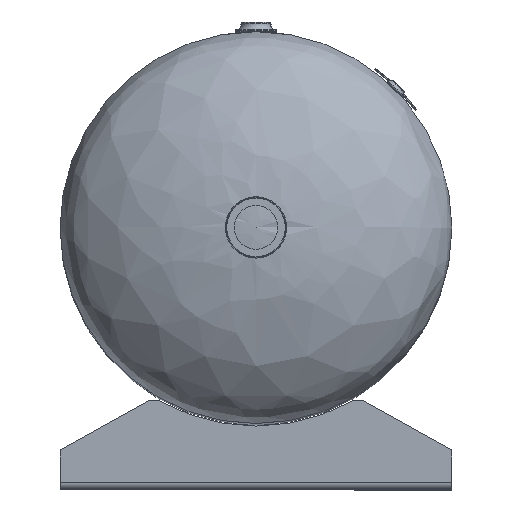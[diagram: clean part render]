
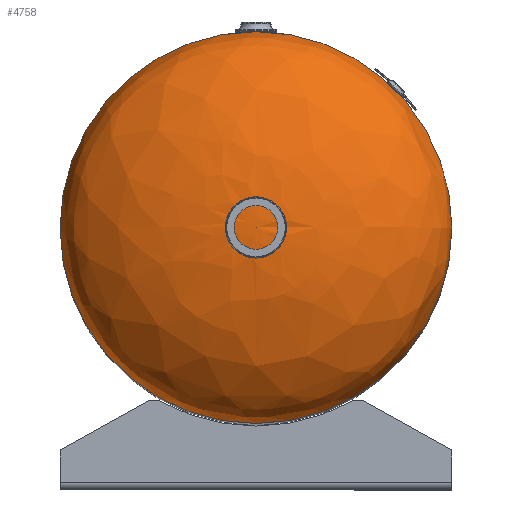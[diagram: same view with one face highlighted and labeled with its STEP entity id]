
A CAD part, top view. The second image highlights one B-rep face of the part: STEP entity #4758.
In plain terms, the highlighted free-form (B-spline) face has degree [2, 2] with [3, 9] control points.
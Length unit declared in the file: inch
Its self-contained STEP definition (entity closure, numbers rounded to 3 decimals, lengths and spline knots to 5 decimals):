
#95=ELLIPSE('',#5171,10.,5.0935);
#153=(
BOUNDED_SURFACE()
B_SPLINE_SURFACE(2,2,((#7687,#7688,#7689,#7690,#7691,#7692,#7693,#7694,
#7695),(#7696,#7697,#7698,#7699,#7700,#7701,#7702,#7703,#7704),(#7705,#7706,
#7707,#7708,#7709,#7710,#7711,#7712,#7713)),.UNSPECIFIED.,.F.,.T.,.F.)
B_SPLINE_SURFACE_WITH_KNOTS((3,3),(3,2,2,2,3),(0.,1.5708),(0.,
1.5708,3.14159,4.71239,6.28319),
 .UNSPECIFIED.)
GEOMETRIC_REPRESENTATION_ITEM()
RATIONAL_B_SPLINE_SURFACE(((1.,0.707,1.,0.707,1.,
0.707,1.,0.707,1.),(0.707,0.5,0.707,
0.5,0.707,0.5,0.707,0.5,0.707),(1.,
0.707,1.,0.707,1.,0.707,1.,0.707,
1.)))
REPRESENTATION_ITEM('')
SURFACE()
);
#1294=FACE_OUTER_BOUND('',#1608,.T.);
#1608=EDGE_LOOP('',(#3460,#3461,#3462));
#1984=CIRCLE('',#5166,10.);
#2264=VERTEX_POINT('',#7679);
#2267=VERTEX_POINT('',#7714);
#2747=EDGE_CURVE('',#2264,#2264,#1984,.T.);
#2750=EDGE_CURVE('',#2267,#2264,#95,.T.);
#3460=ORIENTED_EDGE('',*,*,#2750,.T.);
#3461=ORIENTED_EDGE('',*,*,#2747,.F.);
#3462=ORIENTED_EDGE('',*,*,#2750,.F.);
#4758=ADVANCED_FACE('',(#1294),#153,.T.);
#5166=AXIS2_PLACEMENT_3D('',#7680,#5715,#5716);
#5171=AXIS2_PLACEMENT_3D('',#7715,#5725,#5726);
#5715=DIRECTION('center_axis',(0.,-1.,0.));
#5716=DIRECTION('ref_axis',(1.,0.,0.));
#5725=DIRECTION('center_axis',(0.,0.,-1.));
#5726=DIRECTION('ref_axis',(1.,0.,0.));
#7679=CARTESIAN_POINT('',(10.,0.,0.));
#7680=CARTESIAN_POINT('Origin',(0.,0.,0.));
#7687=CARTESIAN_POINT('Ctrl Pts',(10.,0.,0.));
#7688=CARTESIAN_POINT('Ctrl Pts',(10.,0.,10.));
#7689=CARTESIAN_POINT('Ctrl Pts',(0.,0.,10.));
#7690=CARTESIAN_POINT('Ctrl Pts',(-10.,0.,10.));
#7691=CARTESIAN_POINT('Ctrl Pts',(-10.,0.,0.));
#7692=CARTESIAN_POINT('Ctrl Pts',(-10.,0.,-10.));
#7693=CARTESIAN_POINT('Ctrl Pts',(0.,0.,-10.));
#7694=CARTESIAN_POINT('Ctrl Pts',(10.,0.,-10.));
#7695=CARTESIAN_POINT('Ctrl Pts',(10.,0.,0.));
#7696=CARTESIAN_POINT('Ctrl Pts',(10.,5.0935,0.));
#7697=CARTESIAN_POINT('Ctrl Pts',(10.,5.0935,10.));
#7698=CARTESIAN_POINT('Ctrl Pts',(0.,5.0935,10.));
#7699=CARTESIAN_POINT('Ctrl Pts',(-10.,5.0935,10.));
#7700=CARTESIAN_POINT('Ctrl Pts',(-10.,5.0935,0.));
#7701=CARTESIAN_POINT('Ctrl Pts',(-10.,5.0935,-10.));
#7702=CARTESIAN_POINT('Ctrl Pts',(0.,5.0935,-10.));
#7703=CARTESIAN_POINT('Ctrl Pts',(10.,5.0935,-10.));
#7704=CARTESIAN_POINT('Ctrl Pts',(10.,5.0935,0.));
#7705=CARTESIAN_POINT('Ctrl Pts',(0.,5.0935,0.));
#7706=CARTESIAN_POINT('Ctrl Pts',(0.,5.0935,0.));
#7707=CARTESIAN_POINT('Ctrl Pts',(0.,5.0935,0.));
#7708=CARTESIAN_POINT('Ctrl Pts',(0.,5.0935,0.));
#7709=CARTESIAN_POINT('Ctrl Pts',(0.,5.0935,0.));
#7710=CARTESIAN_POINT('Ctrl Pts',(0.,5.0935,0.));
#7711=CARTESIAN_POINT('Ctrl Pts',(0.,5.0935,0.));
#7712=CARTESIAN_POINT('Ctrl Pts',(0.,5.0935,0.));
#7713=CARTESIAN_POINT('Ctrl Pts',(0.,5.0935,0.));
#7714=CARTESIAN_POINT('',(0.,5.0935,0.));
#7715=CARTESIAN_POINT('Origin',(0.,0.,0.));
